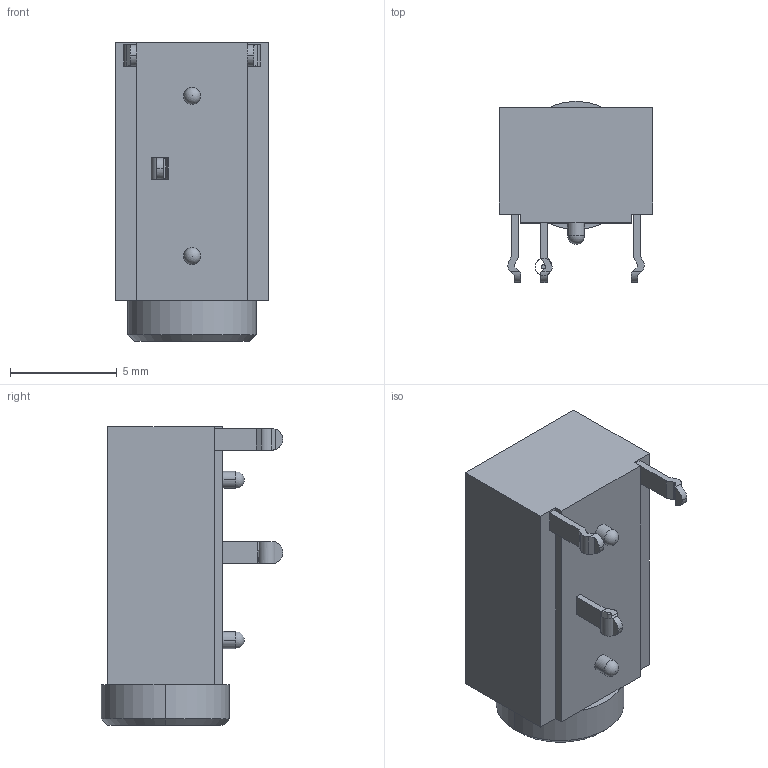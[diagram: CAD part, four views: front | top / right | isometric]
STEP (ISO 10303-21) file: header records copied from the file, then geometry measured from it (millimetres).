
FILE_DESCRIPTION(('FreeCAD Model'),'2;1');
FILE_NAME('Open CASCADE Shape Model','2023-01-05T16:20:31',('Author'),( ''),'Open CASCADE STEP processor 7.5','FreeCAD','Unknown');
FILE_SCHEMA(('AUTOMOTIVE_DESIGN { 1 0 10303 214 1 1 1 1 }'));
Length unit declared in the file: millimetre
Products named in the file (1): STX-3000
Bounding box: 7.2 x 8.5 x 14 mm (x, y, z)
Volume: 107 mm3; surface area: 848.4 mm2
Topology: 7 solids, 8 shells, 106 faces, 259 edges, 168 vertices
Faces by surface type: plane 74, cylinder 26, cone 4, sphere 2
Entity records: 7371 total; most frequent: CARTESIAN_POINT 1723, DIRECTION 953, LINE 609, VECTOR 609, ORIENTED_EDGE 506, PCURVE 506, DEFINITIONAL_REPRESENTATION 506, EDGE_CURVE 253
